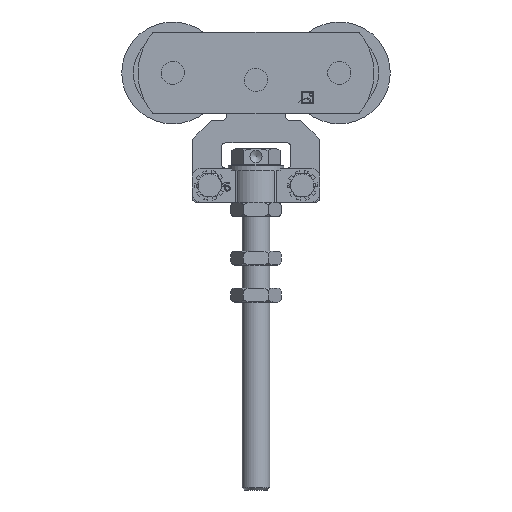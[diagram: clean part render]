
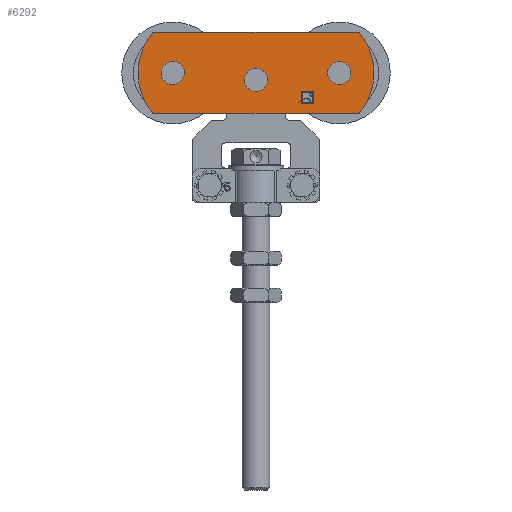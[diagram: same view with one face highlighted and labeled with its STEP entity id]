
A CAD part, front view. The second image highlights one B-rep face of the part: STEP entity #6292.
In plain terms, the highlighted face is planar.
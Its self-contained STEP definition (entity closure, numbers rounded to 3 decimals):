
#336=FACE_BOUND('',#915,.T.);
#337=FACE_BOUND('',#916,.T.);
#338=FACE_BOUND('',#917,.T.);
#339=FACE_BOUND('',#918,.T.);
#400=PLANE('',#7028);
#559=FACE_OUTER_BOUND('',#914,.T.);
#914=EDGE_LOOP('',(#4323,#4324,#4325,#4326));
#915=EDGE_LOOP('',(#4327));
#916=EDGE_LOOP('',(#4328));
#917=EDGE_LOOP('',(#4329));
#918=EDGE_LOOP('',(#4330,#4331,#4332,#4333,#4334,#4335,#4336));
#1322=LINE('',#9843,#1815);
#1326=LINE('',#9851,#1819);
#1329=LINE('',#9857,#1822);
#1334=LINE('',#9875,#1827);
#1337=LINE('',#9880,#1830);
#1339=LINE('',#9888,#1832);
#1340=LINE('',#9891,#1833);
#1815=VECTOR('',#7830,10.);
#1819=VECTOR('',#7836,10.);
#1822=VECTOR('',#7841,10.);
#1827=VECTOR('',#7860,10.);
#1830=VECTOR('',#7865,10.);
#1832=VECTOR('',#7873,10.);
#1833=VECTOR('',#7876,10.);
#2296=CIRCLE('',#7020,10.187);
#2298=CIRCLE('',#7023,7.745);
#2300=CIRCLE('',#7029,27.);
#2301=CIRCLE('',#7030,27.);
#2302=CIRCLE('',#7031,3.95);
#2303=CIRCLE('',#7032,3.95);
#2304=CIRCLE('',#7033,3.95);
#2686=VERTEX_POINT('',#9841);
#2687=VERTEX_POINT('',#9842);
#2690=VERTEX_POINT('',#9850);
#2692=VERTEX_POINT('',#9856);
#2694=VERTEX_POINT('',#9862);
#2696=VERTEX_POINT('',#9868);
#2698=VERTEX_POINT('',#9874);
#2700=VERTEX_POINT('',#9884);
#2701=VERTEX_POINT('',#9885);
#2702=VERTEX_POINT('',#9887);
#2703=VERTEX_POINT('',#9889);
#2704=VERTEX_POINT('',#9892);
#2705=VERTEX_POINT('',#9894);
#2706=VERTEX_POINT('',#9896);
#3319=EDGE_CURVE('',#2686,#2687,#1322,.T.);
#3323=EDGE_CURVE('',#2690,#2686,#1326,.T.);
#3326=EDGE_CURVE('',#2692,#2690,#1329,.T.);
#3329=EDGE_CURVE('',#2694,#2692,#2296,.T.);
#3332=EDGE_CURVE('',#2696,#2694,#2298,.T.);
#3335=EDGE_CURVE('',#2698,#2696,#1334,.T.);
#3338=EDGE_CURVE('',#2687,#2698,#1337,.T.);
#3340=EDGE_CURVE('',#2700,#2701,#2300,.T.);
#3341=EDGE_CURVE('',#2702,#2700,#1339,.T.);
#3342=EDGE_CURVE('',#2703,#2702,#2301,.T.);
#3343=EDGE_CURVE('',#2701,#2703,#1340,.T.);
#3344=EDGE_CURVE('',#2704,#2704,#2302,.T.);
#3345=EDGE_CURVE('',#2705,#2705,#2303,.T.);
#3346=EDGE_CURVE('',#2706,#2706,#2304,.T.);
#4323=ORIENTED_EDGE('',*,*,#3340,.F.);
#4324=ORIENTED_EDGE('',*,*,#3341,.F.);
#4325=ORIENTED_EDGE('',*,*,#3342,.F.);
#4326=ORIENTED_EDGE('',*,*,#3343,.F.);
#4327=ORIENTED_EDGE('',*,*,#3344,.T.);
#4328=ORIENTED_EDGE('',*,*,#3345,.T.);
#4329=ORIENTED_EDGE('',*,*,#3346,.T.);
#4330=ORIENTED_EDGE('',*,*,#3319,.T.);
#4331=ORIENTED_EDGE('',*,*,#3338,.T.);
#4332=ORIENTED_EDGE('',*,*,#3335,.T.);
#4333=ORIENTED_EDGE('',*,*,#3332,.T.);
#4334=ORIENTED_EDGE('',*,*,#3329,.T.);
#4335=ORIENTED_EDGE('',*,*,#3326,.T.);
#4336=ORIENTED_EDGE('',*,*,#3323,.T.);
#6292=ADVANCED_FACE('',(#559,#336,#337,#338,#339),#400,.F.);
#7020=AXIS2_PLACEMENT_3D('',#9863,#7846,#7847);
#7023=AXIS2_PLACEMENT_3D('',#9869,#7853,#7854);
#7028=AXIS2_PLACEMENT_3D('',#9883,#7869,#7870);
#7029=AXIS2_PLACEMENT_3D('',#9886,#7871,#7872);
#7030=AXIS2_PLACEMENT_3D('',#9890,#7874,#7875);
#7031=AXIS2_PLACEMENT_3D('',#9893,#7877,#7878);
#7032=AXIS2_PLACEMENT_3D('',#9895,#7879,#7880);
#7033=AXIS2_PLACEMENT_3D('',#9897,#7881,#7882);
#7830=DIRECTION('',(0.,-1.,0.));
#7836=DIRECTION('',(-1.,0.,0.));
#7841=DIRECTION('',(0.,1.,0.));
#7846=DIRECTION('center_axis',(0.,0.,1.));
#7847=DIRECTION('ref_axis',(0.451,0.893,0.));
#7853=DIRECTION('center_axis',(0.,0.,-1.));
#7854=DIRECTION('ref_axis',(-0.374,-0.927,0.));
#7860=DIRECTION('',(0.,1.,0.));
#7865=DIRECTION('',(1.,0.,0.));
#7869=DIRECTION('center_axis',(0.,0.,1.));
#7870=DIRECTION('ref_axis',(1.,0.,0.));
#7871=DIRECTION('center_axis',(0.,0.,1.));
#7872=DIRECTION('ref_axis',(-0.762,0.648,0.));
#7873=DIRECTION('',(-1.,0.,0.));
#7874=DIRECTION('center_axis',(0.,0.,1.));
#7875=DIRECTION('ref_axis',(0.762,-0.648,0.));
#7876=DIRECTION('',(1.,0.,0.));
#7877=DIRECTION('center_axis',(0.,0.,1.));
#7878=DIRECTION('ref_axis',(1.,0.,0.));
#7879=DIRECTION('center_axis',(0.,0.,1.));
#7880=DIRECTION('ref_axis',(1.,0.,0.));
#7881=DIRECTION('center_axis',(0.,0.,1.));
#7882=DIRECTION('ref_axis',(1.,0.,0.));
#9841=CARTESIAN_POINT('',(-43.116,2.879,0.));
#9842=CARTESIAN_POINT('',(-43.116,-2.371,0.));
#9843=CARTESIAN_POINT('',(-43.116,6.903,0.));
#9850=CARTESIAN_POINT('',(-37.866,2.879,0.));
#9851=CARTESIAN_POINT('',(-27.991,2.879,0.));
#9856=CARTESIAN_POINT('',(-37.866,-0.754,0.));
#9857=CARTESIAN_POINT('',(-37.866,5.087,0.));
#9862=CARTESIAN_POINT('',(-36.29,-1.84,0.));
#9863=CARTESIAN_POINT('Origin',(-42.832,-9.648,0.));
#9868=CARTESIAN_POINT('',(-37.866,-0.86,0.));
#9869=CARTESIAN_POINT('Origin',(-41.139,-7.879,0.));
#9874=CARTESIAN_POINT('',(-37.866,-2.371,0.));
#9875=CARTESIAN_POINT('',(-37.866,4.278,0.));
#9880=CARTESIAN_POINT('',(-30.616,-2.371,0.));
#9883=CARTESIAN_POINT('Origin',(-18.116,10.928,0.));
#9884=CARTESIAN_POINT('',(-62.676,28.428,0.));
#9885=CARTESIAN_POINT('',(-62.676,-6.572,0.));
#9886=CARTESIAN_POINT('Origin',(-42.116,10.928,0.));
#9887=CARTESIAN_POINT('',(26.445,28.428,0.));
#9888=CARTESIAN_POINT('',(26.445,28.428,0.));
#9889=CARTESIAN_POINT('',(26.445,-6.572,0.));
#9890=CARTESIAN_POINT('Origin',(5.884,10.928,0.));
#9891=CARTESIAN_POINT('',(-62.676,-6.572,0.));
#9892=CARTESIAN_POINT('',(-22.066,7.928,0.));
#9893=CARTESIAN_POINT('Origin',(-18.116,7.928,0.));
#9894=CARTESIAN_POINT('',(-58.066,10.928,0.));
#9895=CARTESIAN_POINT('Origin',(-54.116,10.928,0.));
#9896=CARTESIAN_POINT('',(13.934,10.928,0.));
#9897=CARTESIAN_POINT('Origin',(17.884,10.928,0.));
